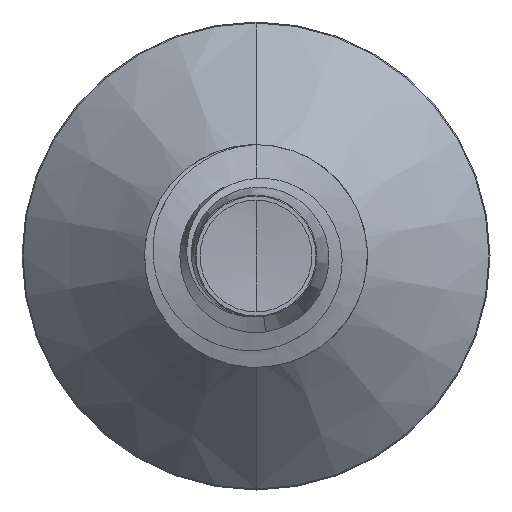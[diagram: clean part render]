
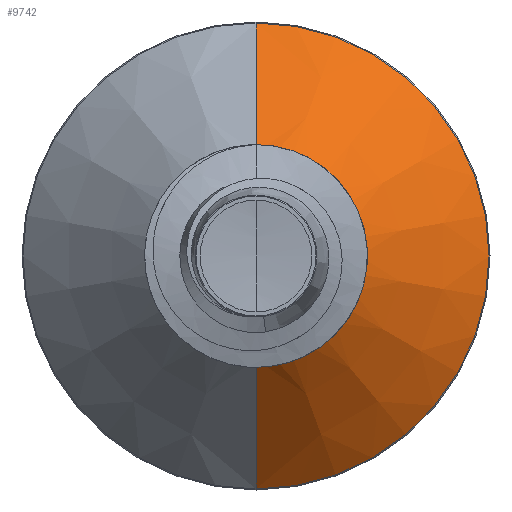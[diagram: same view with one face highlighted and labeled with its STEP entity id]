
A CAD part, front view. The second image highlights one B-rep face of the part: STEP entity #9742.
In plain terms, the highlighted conical face has half-angle 45 degrees and reference radius 1.857 mm.
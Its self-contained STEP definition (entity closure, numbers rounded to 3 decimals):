
#287 = AXIS2_PLACEMENT_3D ( 'NONE', #3954, #4202, #3952 ) ;
#629 = VERTEX_POINT ( 'NONE', #7378 ) ;
#806 = AXIS2_PLACEMENT_3D ( 'NONE', #6491, #6490, #6437 ) ;
#1050 = VERTEX_POINT ( 'NONE', #7928 ) ;
#1313 = VECTOR ( 'NONE', #3074, 1000. ) ;
#1476 = ORIENTED_EDGE ( 'NONE', *, *, #10547, .F. ) ;
#1536 = CIRCLE ( 'NONE', #806, 1.857 ) ;
#2158 = LINE ( 'NONE', #6968, #9275 ) ;
#3074 = DIRECTION ( 'NONE',  ( 0., 0.707, -0.707 ) ) ;
#3092 = CARTESIAN_POINT ( 'NONE',  ( 0., 4.957, -1.857 ) ) ;
#3634 = VERTEX_POINT ( 'NONE', #7961 ) ;
#3952 = DIRECTION ( 'NONE',  ( 0., 0., 1. ) ) ;
#3954 = CARTESIAN_POINT ( 'NONE',  ( 0., 4.957, 0. ) ) ;
#4202 = DIRECTION ( 'NONE',  ( 0., 1., 0. ) ) ;
#6437 = DIRECTION ( 'NONE',  ( 0., 0., 1. ) ) ;
#6490 = DIRECTION ( 'NONE',  ( 0., 1., 0. ) ) ;
#6491 = CARTESIAN_POINT ( 'NONE',  ( 0., 4.957, 0. ) ) ;
#6674 = DIRECTION ( 'NONE',  ( 0., 0.707, 0.707 ) ) ;
#6839 = DIRECTION ( 'NONE',  ( 0., 0., 1. ) ) ;
#6852 = DIRECTION ( 'NONE',  ( 0., 1., 0. ) ) ;
#6854 = CARTESIAN_POINT ( 'NONE',  ( 0., 7.282, 0. ) ) ;
#6919 = FACE_OUTER_BOUND ( 'NONE', #9225, .T. ) ;
#6968 = CARTESIAN_POINT ( 'NONE',  ( 0., 4.957, 1.857 ) ) ;
#7378 = CARTESIAN_POINT ( 'NONE',  ( 0., 7.282, 4.182 ) ) ;
#7882 = ORIENTED_EDGE ( 'NONE', *, *, #10569, .F. ) ;
#7928 = CARTESIAN_POINT ( 'NONE',  ( 0., 4.957, 1.857 ) ) ;
#7961 = CARTESIAN_POINT ( 'NONE',  ( 0., 4.957, -1.857 ) ) ;
#8430 = CONICAL_SURFACE ( 'NONE', #287, 1.857, 0.785 ) ;
#8805 = ORIENTED_EDGE ( 'NONE', *, *, #10726, .T. ) ;
#9225 = EDGE_LOOP ( 'NONE', ( #10343, #8805, #1476, #7882 ) ) ;
#9275 = VECTOR ( 'NONE', #6674, 1000. ) ;
#9742 = ADVANCED_FACE ( 'NONE', ( #6919 ), #8430, .T. ) ;
#10216 = EDGE_CURVE ( 'NONE', #1050, #3634, #1536, .T. ) ;
#10343 = ORIENTED_EDGE ( 'NONE', *, *, #10216, .T. ) ;
#10462 = LINE ( 'NONE', #3092, #1313 ) ;
#10547 = EDGE_CURVE ( 'NONE', #629, #10882, #10858, .T. ) ;
#10569 = EDGE_CURVE ( 'NONE', #1050, #629, #2158, .T. ) ;
#10726 = EDGE_CURVE ( 'NONE', #3634, #10882, #10462, .T. ) ;
#10816 = CARTESIAN_POINT ( 'NONE',  ( 0., 7.282, -4.182 ) ) ;
#10858 = CIRCLE ( 'NONE', #10977, 4.182 ) ;
#10882 = VERTEX_POINT ( 'NONE', #10816 ) ;
#10977 = AXIS2_PLACEMENT_3D ( 'NONE', #6854, #6852, #6839 ) ;
